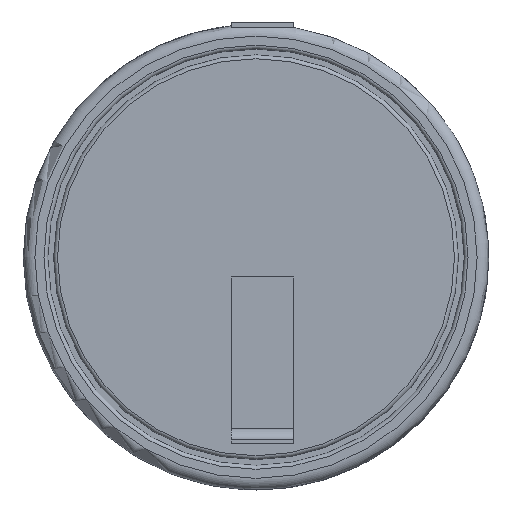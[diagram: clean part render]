
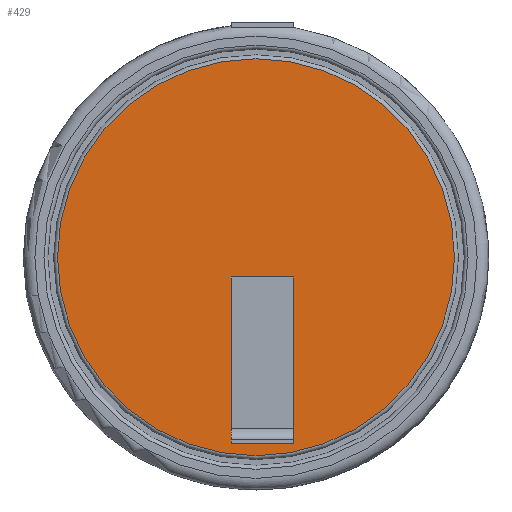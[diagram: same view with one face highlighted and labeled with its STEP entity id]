
A CAD part, front view. The second image highlights one B-rep face of the part: STEP entity #429.
In plain terms, the highlighted planar face has unit normal (0, -1, 0).
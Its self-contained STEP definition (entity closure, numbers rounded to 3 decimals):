
#15=FACE_BOUND('',#91,.T.);
#35=CIRCLE('',#482,5.116);
#65=FACE_OUTER_BOUND('',#90,.T.);
#90=EDGE_LOOP('',(#369));
#91=EDGE_LOOP('',(#370,#371,#372,#373));
#129=LINE('',#730,#164);
#132=LINE('',#735,#167);
#134=LINE('',#739,#169);
#136=LINE('',#742,#171);
#164=VECTOR('',#573,10.);
#167=VECTOR('',#578,10.);
#169=VECTOR('',#582,10.);
#171=VECTOR('',#586,10.);
#201=VERTEX_POINT('',#728);
#202=VERTEX_POINT('',#729);
#203=VERTEX_POINT('',#734);
#204=VERTEX_POINT('',#738);
#205=VERTEX_POINT('',#744);
#252=EDGE_CURVE('',#201,#202,#129,.T.);
#255=EDGE_CURVE('',#202,#203,#132,.T.);
#257=EDGE_CURVE('',#203,#204,#134,.T.);
#259=EDGE_CURVE('',#204,#201,#136,.T.);
#260=EDGE_CURVE('',#205,#205,#35,.T.);
#369=ORIENTED_EDGE('',*,*,#260,.F.);
#370=ORIENTED_EDGE('',*,*,#252,.T.);
#371=ORIENTED_EDGE('',*,*,#255,.T.);
#372=ORIENTED_EDGE('',*,*,#257,.T.);
#373=ORIENTED_EDGE('',*,*,#259,.T.);
#407=PLANE('',#488);
#429=ADVANCED_FACE('',(#65,#15),#407,.T.);
#482=AXIS2_PLACEMENT_3D('',#745,#589,#590);
#488=AXIS2_PLACEMENT_3D('',#755,#602,#603);
#573=DIRECTION('',(1.,0.,0.));
#578=DIRECTION('',(0.,0.,-1.));
#582=DIRECTION('',(-1.,0.,0.));
#586=DIRECTION('',(0.,0.,1.));
#589=DIRECTION('center_axis',(0.,1.,0.));
#590=DIRECTION('ref_axis',(-1.,0.,0.));
#602=DIRECTION('center_axis',(0.,-1.,0.));
#603=DIRECTION('ref_axis',(0.,0.,-1.));
#728=CARTESIAN_POINT('',(-2.479,-28.35,-6.183));
#729=CARTESIAN_POINT('',(-0.879,-28.35,-6.183));
#730=CARTESIAN_POINT('',(-1.361,-28.35,-6.183));
#734=CARTESIAN_POINT('',(-0.879,-28.35,-10.483));
#735=CARTESIAN_POINT('',(-0.879,-28.35,-8.078));
#738=CARTESIAN_POINT('',(-2.479,-28.35,-10.483));
#739=CARTESIAN_POINT('',(-2.161,-28.35,-10.483));
#742=CARTESIAN_POINT('',(-2.479,-28.35,-5.928));
#744=CARTESIAN_POINT('',(-1.842,-28.35,-0.557));
#745=CARTESIAN_POINT('Origin',(-1.842,-28.35,-5.673));
#755=CARTESIAN_POINT('Origin',(-1.842,-28.35,-5.673));
